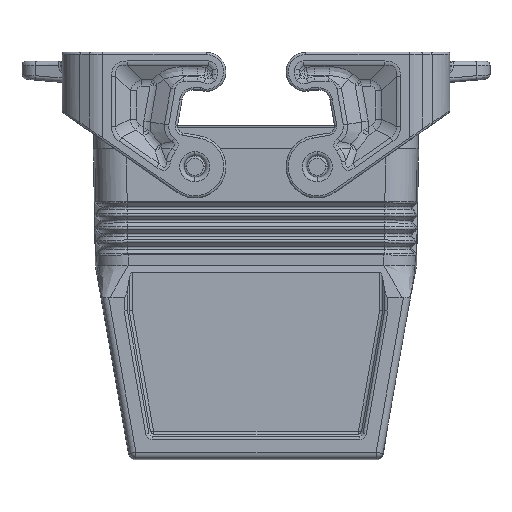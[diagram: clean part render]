
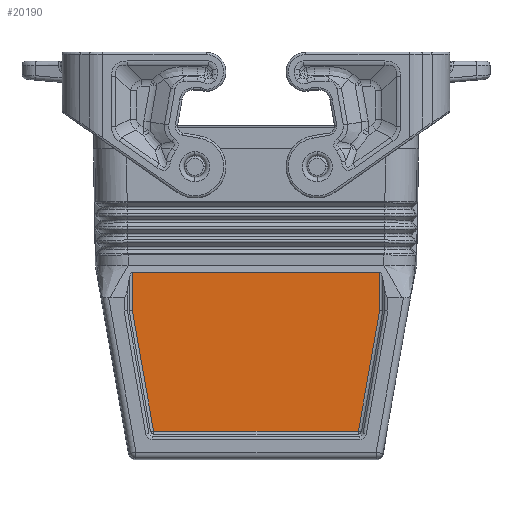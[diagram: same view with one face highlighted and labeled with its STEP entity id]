
A CAD part, front view. The second image highlights one B-rep face of the part: STEP entity #20190.
In plain terms, the highlighted face is planar.
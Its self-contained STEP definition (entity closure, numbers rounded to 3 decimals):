
#5540=CARTESIAN_POINT('',(117.12,4.434,
63.586));
#5550=VERTEX_POINT('',#5540);
#8210=CARTESIAN_POINT('',(117.12,-0.345,
27.871));
#8220=VERTEX_POINT('',#8210);
#8250=CARTESIAN_POINT('',(117.12,25.163,
27.871));
#8260=DIRECTION('',(0.,-1.,0.));
#8270=VECTOR('',#8260,1.);
#8280=LINE('',#8250,#8270);
#8290=CARTESIAN_POINT('',(117.12,55.165,
27.871));
#8300=VERTEX_POINT('',#8290);
#8310=EDGE_CURVE('',#8300,#8220,#8280,.T.);
#19750=CARTESIAN_POINT('',(117.12,54.827,
50.993));
#19760=DIRECTION('',(1.,0.,0.));
#19770=DIRECTION('',(0.,1.,0.));
#19780=AXIS2_PLACEMENT_3D('',#19750,#19760,#19770);
#19790=PLANE('',#19780);
#19800=CARTESIAN_POINT('',(117.12,-0.738,
34.229));
#19810=DIRECTION('',(0.,0.174,0.985));
#19820=VECTOR('',#19810,1.);
#19830=LINE('',#19800,#19820);
#19840=CARTESIAN_POINT('',(117.12,-0.345,
36.458));
#19850=VERTEX_POINT('',#19840);
#19860=EDGE_CURVE('',#19850,#5550,#19830,.T.);
#19870=ORIENTED_EDGE('',*,*,#19860,.F.);
#19880=CARTESIAN_POINT('',(117.12,25.163,
63.586));
#19890=DIRECTION('',(0.,1.,0.));
#19900=VECTOR('',#19890,1.);
#19910=LINE('',#19880,#19900);
#19920=CARTESIAN_POINT('',(117.12,50.387,
63.586));
#19930=VERTEX_POINT('',#19920);
#19940=EDGE_CURVE('',#5550,#19930,#19910,.T.);
#19950=ORIENTED_EDGE('',*,*,#19940,.F.);
#19960=CARTESIAN_POINT('',(117.12,55.559,
34.229));
#19970=DIRECTION('',(0.,-0.174,0.985));
#19980=VECTOR('',#19970,1.);
#19990=LINE('',#19960,#19980);
#20000=CARTESIAN_POINT('',(117.12,55.165,
36.464));
#20010=VERTEX_POINT('',#20000);
#20020=EDGE_CURVE('',#20010,#19930,#19990,.T.);
#20030=ORIENTED_EDGE('',*,*,#20020,.T.);
#20040=CARTESIAN_POINT('',(117.12,55.165,
34.229));
#20050=DIRECTION('',(0.,0.,-1.));
#20060=VECTOR('',#20050,1.);
#20070=LINE('',#20040,#20060);
#20080=EDGE_CURVE('',#20010,#8300,#20070,.T.);
#20090=ORIENTED_EDGE('',*,*,#20080,.F.);
#20100=ORIENTED_EDGE('',*,*,#8310,.F.);
#20110=CARTESIAN_POINT('',(117.12,-0.345,
34.229));
#20120=DIRECTION('',(0.,0.,-1.));
#20130=VECTOR('',#20120,1.);
#20140=LINE('',#20110,#20130);
#20150=EDGE_CURVE('',#19850,#8220,#20140,.T.);
#20160=ORIENTED_EDGE('',*,*,#20150,.T.);
#20170=EDGE_LOOP('',(#20160,#20100,#20090,#20030,#19950,#19870));
#20180=FACE_OUTER_BOUND('',#20170,.T.);
#20190=ADVANCED_FACE('',(#20180),#19790,.T.);
